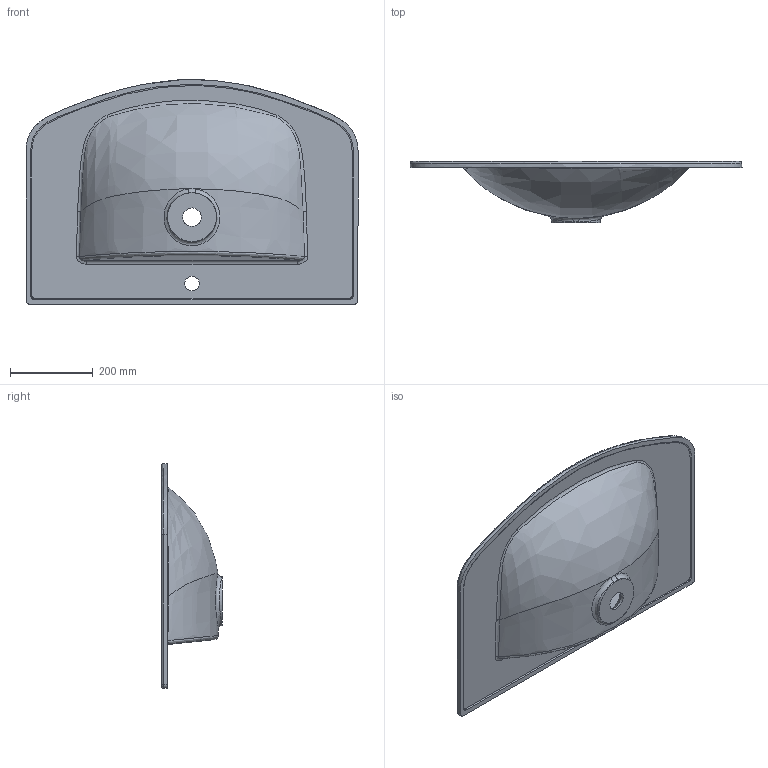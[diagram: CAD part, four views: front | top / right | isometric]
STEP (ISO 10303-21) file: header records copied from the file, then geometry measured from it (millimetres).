
FILE_DESCRIPTION (( 'STEP AP214' ), '1' );
FILE_NAME ('DEA 80.STEP', '2019-05-28T10:28:44', ( '' ), ( '' ), 'SwSTEP 2.0', 'SolidWorks 2018', '' );
FILE_SCHEMA (( 'AUTOMOTIVE_DESIGN' ));
Length unit declared in the file: millimetre
Products named in the file (2): DEA 80
Bounding box: 800.98 x 147 x 542.5 mm (x, y, z)
Volume: 5593648.4 mm3; surface area: 982805.5 mm2
Topology: 1 solids, 1 shells, 60 faces, 152 edges, 97 vertices
Faces by surface type: bspline 35, cylinder 14, plane 9, cone 2
Entity records: 17373 total; most frequent: CARTESIAN_POINT 16146, ORIENTED_EDGE 304, DIRECTION 161, EDGE_CURVE 152, VERTEX_POINT 97, B_SPLINE_CURVE_WITH_KNOTS 73, EDGE_LOOP 67, AXIS2_PLACEMENT_3D 65
